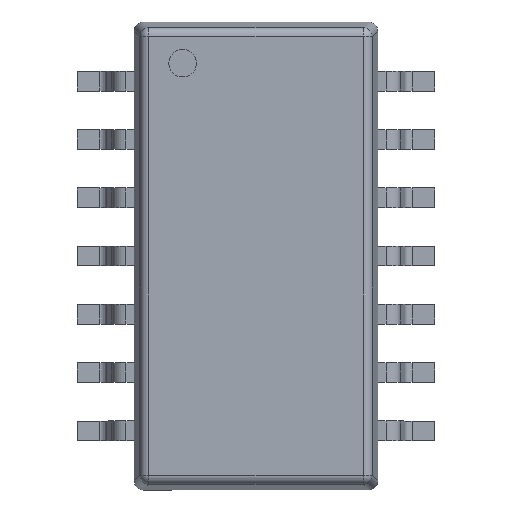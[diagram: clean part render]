
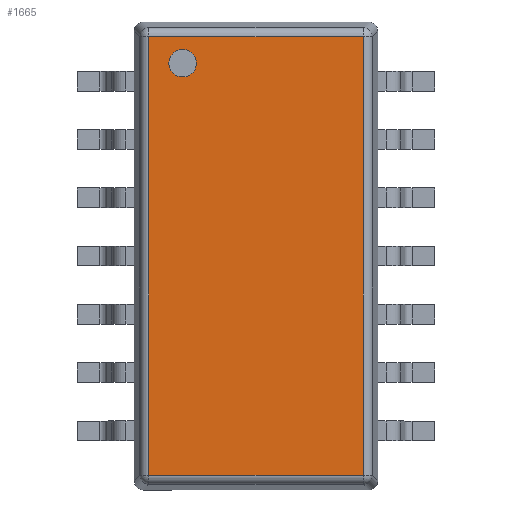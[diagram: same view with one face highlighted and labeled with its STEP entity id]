
A CAD part, top view. The second image highlights one B-rep face of the part: STEP entity #1665.
In plain terms, the highlighted face is planar.
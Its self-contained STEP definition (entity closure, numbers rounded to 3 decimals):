
#558=DIRECTION('',(-1.,0.,0.));
#559=VECTOR('',#558,9.565);
#560=CARTESIAN_POINT('',(4.782,0.85,-2.332));
#561=LINE('',#560,#559);
#572=CARTESIAN_POINT('',(-4.2,0.85,1.6));
#573=DIRECTION('',(0.,1.,0.));
#574=DIRECTION('',(1.,0.,0.));
#575=AXIS2_PLACEMENT_3D('',#572,#573,#574);
#580=CARTESIAN_POINT('',(-4.2,0.85,1.6));
#581=DIRECTION('',(0.,1.,0.));
#582=DIRECTION('',(-1.,0.,0.));
#583=AXIS2_PLACEMENT_3D('',#580,#581,#582);
#588=DIRECTION('',(1.,0.,0.));
#589=VECTOR('',#588,9.565);
#590=CARTESIAN_POINT('',(-4.782,0.85,2.332));
#591=LINE('',#590,#589);
#1087=DIRECTION('',(0.,0.,1.));
#1088=VECTOR('',#1087,4.665);
#1089=CARTESIAN_POINT('',(-4.782,0.85,-2.332));
#1090=LINE('',#1089,#1088);
#1101=DIRECTION('',(0.,0.,-1.));
#1102=VECTOR('',#1101,4.665);
#1103=CARTESIAN_POINT('',(4.782,0.85,2.332));
#1104=LINE('',#1103,#1102);
#1169=CARTESIAN_POINT('',(4.782,0.85,2.332));
#1170=CARTESIAN_POINT('',(4.782,0.85,-2.332));
#1171=VERTEX_POINT('',#1169);
#1172=VERTEX_POINT('',#1170);
#1177=CARTESIAN_POINT('',(-4.782,0.85,-2.332));
#1178=VERTEX_POINT('',#1177);
#1183=CARTESIAN_POINT('',(-4.782,0.85,2.332));
#1184=VERTEX_POINT('',#1183);
#1285=CARTESIAN_POINT('',(-3.9,0.85,1.6));
#1286=CARTESIAN_POINT('',(-4.5,0.85,1.6));
#1287=VERTEX_POINT('',#1285);
#1288=VERTEX_POINT('',#1286);
#1645=CARTESIAN_POINT('',(0.,0.85,0.));
#1646=DIRECTION('',(0.,1.,0.));
#1647=DIRECTION('',(1.,0.,0.));
#1648=AXIS2_PLACEMENT_3D('',#1645,#1646,#1647);
#1649=PLANE('',#1648);
#1651=ORIENTED_EDGE('',*,*,#1650,.F.);
#1653=ORIENTED_EDGE('',*,*,#1652,.F.);
#1654=ORIENTED_EDGE('',*,*,#1636,.F.);
#1656=ORIENTED_EDGE('',*,*,#1655,.F.);
#1657=EDGE_LOOP('',(#1651,#1653,#1654,#1656));
#1658=FACE_OUTER_BOUND('',#1657,.F.);
#1660=ORIENTED_EDGE('',*,*,#1659,.T.);
#1662=ORIENTED_EDGE('',*,*,#1661,.T.);
#1663=EDGE_LOOP('',(#1660,#1662));
#1664=FACE_BOUND('',#1663,.F.);
#1665=ADVANCED_FACE('',(#1658,#1664),#1649,.T.);
#576=CIRCLE('',#575,0.3);
#584=CIRCLE('',#583,0.3);
#1636=EDGE_CURVE('',#1172,#1178,#561,.T.);
#1650=EDGE_CURVE('',#1184,#1171,#591,.T.);
#1652=EDGE_CURVE('',#1178,#1184,#1090,.T.);
#1655=EDGE_CURVE('',#1171,#1172,#1104,.T.);
#1659=EDGE_CURVE('',#1287,#1288,#576,.T.);
#1661=EDGE_CURVE('',#1288,#1287,#584,.T.);
